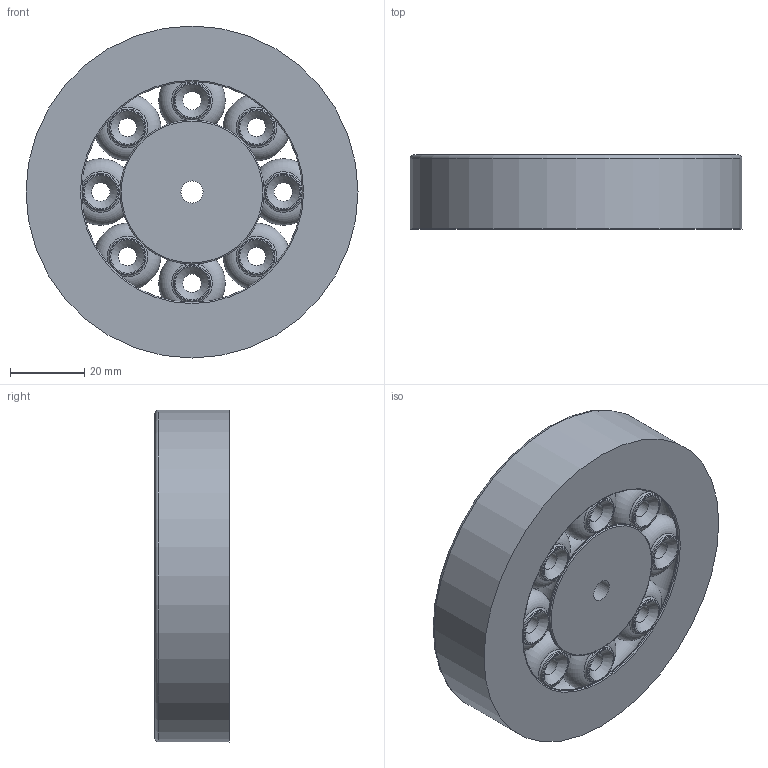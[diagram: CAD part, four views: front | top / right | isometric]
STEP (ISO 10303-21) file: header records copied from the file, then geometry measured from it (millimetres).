
FILE_DESCRIPTION(/* description */ (''),/* implementation_level */ '2;1');
FILE_NAME(/* name */ 'Bearing v4.step',/* time_stamp */ '2016-11-18T16:49:19+01:00',/* author */ (''),/* organization */ (''),/* preprocessor_version */ 'ST-DEVELOPER v16.5',/* originating_system */ 'Autodesk Translation Framework v5.2.0.2920',/* authorisation */ '');
FILE_SCHEMA (('AUTOMOTIVE_DESIGN { 1 0 10303 214 3 1 1 }'));
Length unit declared in the file: millimetre
Products named in the file (1): Bearing v4
Bounding box: 89.72 x 20 x 89.72 mm (x, y, z)
Volume: 98883.4 mm3; surface area: 38932.2 mm2
Topology: 10 solids, 10 shells, 169 faces, 322 edges, 178 vertices
Faces by surface type: torus 83, cylinder 45, plane 25, cone 16
Full cylindrical faces by diameter (mm): 5 x8, 5.2 x4, 6 x1, 10 x24, 20.316 x1, 38.916 x3, 59.716 x3, 89.716 x1
Entity records: 3458 total; most frequent: DIRECTION 678, CARTESIAN_POINT 508, AXIS2_PLACEMENT_3D 339, EDGE_LOOP 338, ORIENTED_EDGE 338, FACE_BOUND 169, FACE_OUTER_BOUND 169, CIRCLE 169
